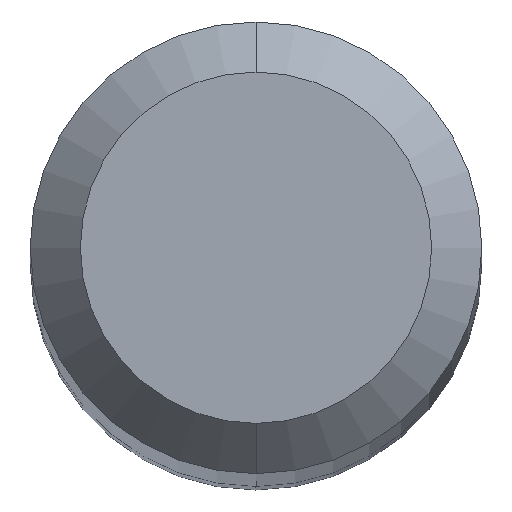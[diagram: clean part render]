
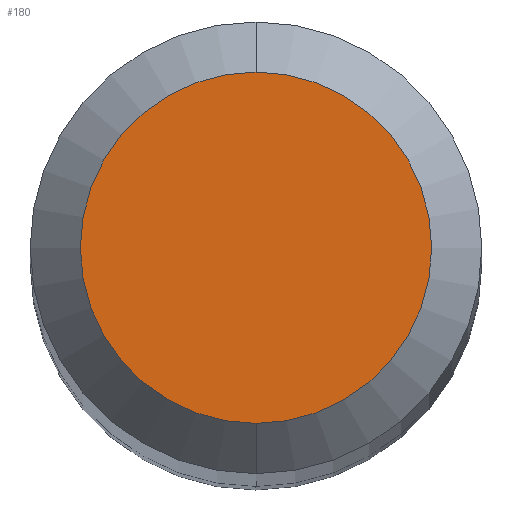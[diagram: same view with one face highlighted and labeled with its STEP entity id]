
A CAD part, top view. The second image highlights one B-rep face of the part: STEP entity #180.
In plain terms, the highlighted planar face has unit normal (0, 0, 1).
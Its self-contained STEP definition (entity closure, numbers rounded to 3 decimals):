
#10 = CIRCLE ( 'NONE', #88, 0.7 ) ;
#27 = FACE_OUTER_BOUND ( 'NONE', #268, .T. ) ;
#37 = DIRECTION ( 'NONE',  ( 0., 1., 0. ) ) ;
#51 = AXIS2_PLACEMENT_3D ( 'NONE', #230, #286, #238 ) ;
#60 = CARTESIAN_POINT ( 'NONE',  ( 0., 0.7, 38. ) ) ;
#65 = DIRECTION ( 'NONE',  ( 0., 0., -1. ) ) ;
#79 = VERTEX_POINT ( 'NONE', #60 ) ;
#85 = EDGE_CURVE ( 'NONE', #215, #79, #191, .T. ) ;
#88 = AXIS2_PLACEMENT_3D ( 'NONE', #226, #244, #37 ) ;
#103 = ORIENTED_EDGE ( 'NONE', *, *, #85, .F. ) ;
#117 = PLANE ( 'NONE',  #331 ) ;
#151 = CARTESIAN_POINT ( 'NONE',  ( 0., -0.7, 38. ) ) ;
#180 = ADVANCED_FACE ( 'NONE', ( #27 ), #117, .F. ) ;
#191 = CIRCLE ( 'NONE', #51, 0.7 ) ;
#215 = VERTEX_POINT ( 'NONE', #151 ) ;
#226 = CARTESIAN_POINT ( 'NONE',  ( 0., 0., 38. ) ) ;
#230 = CARTESIAN_POINT ( 'NONE',  ( 0., 0., 38. ) ) ;
#238 = DIRECTION ( 'NONE',  ( 0., 1., 0. ) ) ;
#244 = DIRECTION ( 'NONE',  ( 0., 0., -1. ) ) ;
#245 = ORIENTED_EDGE ( 'NONE', *, *, #257, .F. ) ;
#257 = EDGE_CURVE ( 'NONE', #79, #215, #10, .T. ) ;
#268 = EDGE_LOOP ( 'NONE', ( #245, #103 ) ) ;
#286 = DIRECTION ( 'NONE',  ( 0., 0., -1. ) ) ;
#307 = DIRECTION ( 'NONE',  ( 0., 1., 0. ) ) ;
#316 = CARTESIAN_POINT ( 'NONE',  ( 0., 0., 38. ) ) ;
#331 = AXIS2_PLACEMENT_3D ( 'NONE', #316, #65, #307 ) ;
